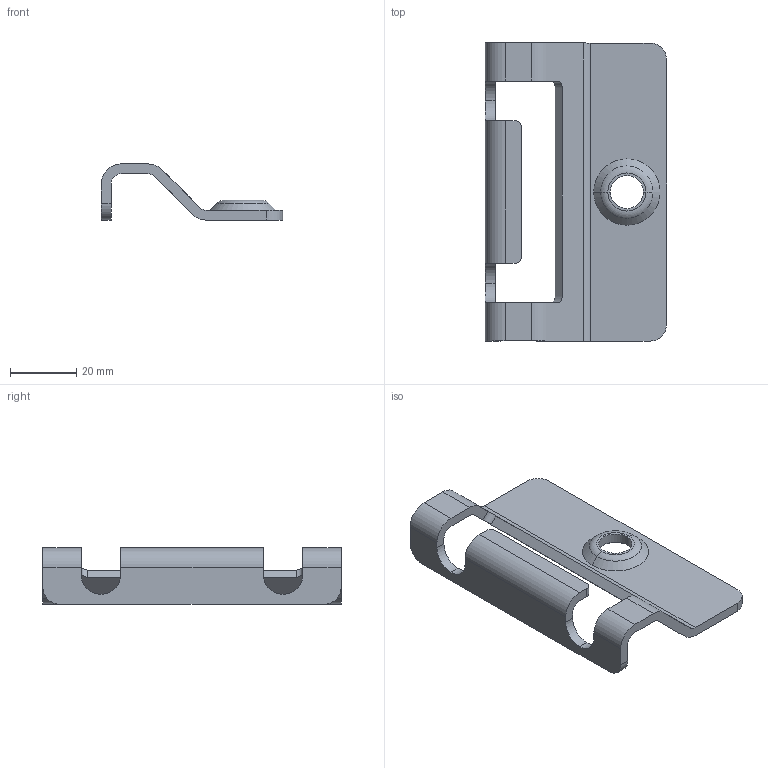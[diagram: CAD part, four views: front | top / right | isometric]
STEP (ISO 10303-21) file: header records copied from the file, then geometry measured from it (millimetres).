
FILE_DESCRIPTION(('STEP AP214'),'1');
FILE_NAME('___ELAN-CITE_CDS_blocage tubes-200003_VERSION 1_2.stp','2021-04-20T19:45:06',('francois charron'),('EXA Design'),'Spatial InterOp 3D',' ',' ');
FILE_SCHEMA(('AUTOMOTIVE_DESIGN { 1 0 10303 214 1 1 1 1 }'));
Length unit declared in the file: inch
Products named in the file (1): ELAN-CITE_CDS_blocage tubes-200003_VERSION 1
Bounding box: 54.73 x 90 x 17 mm (x, y, z)
Volume: 15289 mm3; surface area: 11917.2 mm2
Topology: 1 solids, 1 shells, 59 faces, 166 edges, 108 vertices
Faces by surface type: cylinder 26, plane 23, cone 6, torus 4
Entity records: 2429 total; most frequent: DIRECTION 354, CARTESIAN_POINT 334, ORIENTED_EDGE 332, EDGE_CURVE 166, AXIS2_PLACEMENT_3D 128, VERTEX_POINT 108, LINE 98, VECTOR 98
